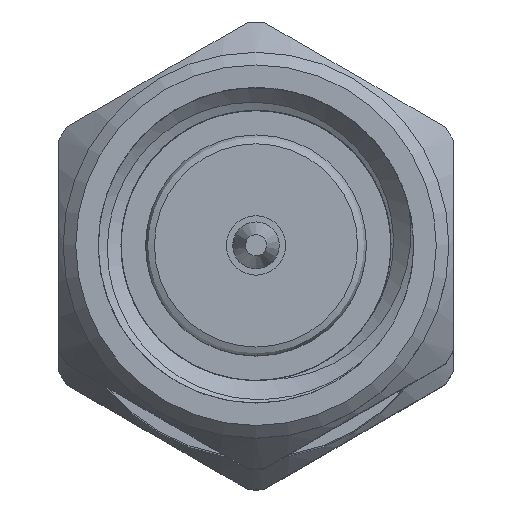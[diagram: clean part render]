
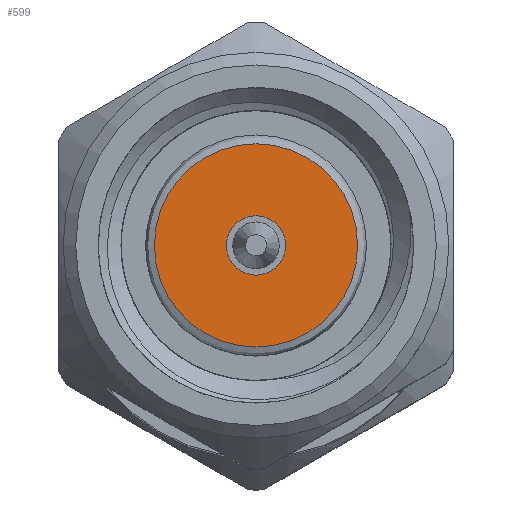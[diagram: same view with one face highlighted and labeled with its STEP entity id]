
A CAD part, top view. The second image highlights one B-rep face of the part: STEP entity #599.
In plain terms, the highlighted face is planar.
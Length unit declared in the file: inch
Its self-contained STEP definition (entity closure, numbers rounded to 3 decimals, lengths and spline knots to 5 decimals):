
#153 = CIRCLE ( 'NONE', #1657, 0.0235 ) ;
#164 = DIRECTION ( 'NONE',  ( 0., 0., -1. ) ) ;
#171 = ORIENTED_EDGE ( 'NONE', *, *, #306, .T. ) ;
#188 = FACE_OUTER_BOUND ( 'NONE', #783, .T. ) ;
#306 = EDGE_CURVE ( 'NONE', #792, #792, #2022, .T. ) ;
#322 = AXIS2_PLACEMENT_3D ( 'NONE', #723, #2356, #883 ) ;
#599 = ADVANCED_FACE ( 'NONE', ( #188, #1481 ), #1475, .F. ) ;
#665 = AXIS2_PLACEMENT_3D ( 'NONE', #1873, #1846, #745 ) ;
#723 = CARTESIAN_POINT ( 'NONE',  ( 0.1, 0., 0. ) ) ;
#745 = DIRECTION ( 'NONE',  ( 0., 0., -1. ) ) ;
#783 = EDGE_LOOP ( 'NONE', ( #171 ) ) ;
#792 = VERTEX_POINT ( 'NONE', #815 ) ;
#815 = CARTESIAN_POINT ( 'NONE',  ( 0.1, 0., -0.0805 ) ) ;
#883 = DIRECTION ( 'NONE',  ( 0., 0., -1. ) ) ;
#1085 = DIRECTION ( 'NONE',  ( -1., 0., 0. ) ) ;
#1263 = CARTESIAN_POINT ( 'NONE',  ( 0.1, 0., 0. ) ) ;
#1331 = ORIENTED_EDGE ( 'NONE', *, *, #1406, .F. ) ;
#1406 = EDGE_CURVE ( 'NONE', #1720, #1720, #153, .T. ) ;
#1475 = PLANE ( 'NONE',  #665 ) ;
#1481 = FACE_BOUND ( 'NONE', #1845, .T. ) ;
#1657 = AXIS2_PLACEMENT_3D ( 'NONE', #1263, #1085, #164 ) ;
#1720 = VERTEX_POINT ( 'NONE', #2103 ) ;
#1845 = EDGE_LOOP ( 'NONE', ( #1331 ) ) ;
#1846 = DIRECTION ( 'NONE',  ( 1., 0., 0. ) ) ;
#1873 = CARTESIAN_POINT ( 'NONE',  ( 0.1, 0., 0. ) ) ;
#2022 = CIRCLE ( 'NONE', #322, 0.0805 ) ;
#2103 = CARTESIAN_POINT ( 'NONE',  ( 0.1, 0., -0.0235 ) ) ;
#2356 = DIRECTION ( 'NONE',  ( -1., 0., 0. ) ) ;
